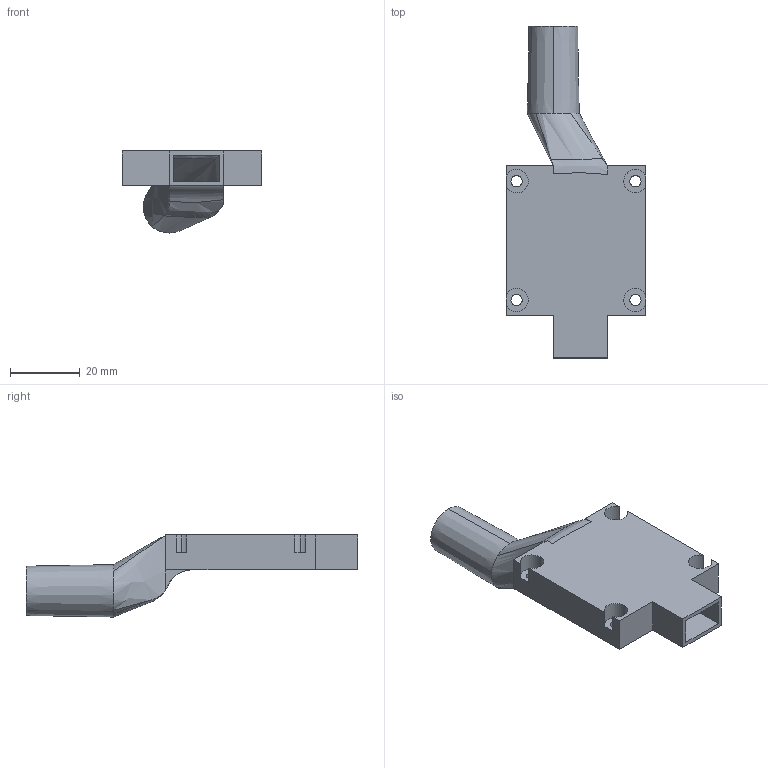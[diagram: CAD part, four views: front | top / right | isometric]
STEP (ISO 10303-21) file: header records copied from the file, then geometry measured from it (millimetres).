
FILE_DESCRIPTION (( 'STEP AP214' ), '1' );
FILE_NAME ('Hemera_Blower_Duct_v2.STEP', '2020-01-21T21:34:43', ( '' ), ( '' ), 'SwSTEP 2.0', 'SolidWorks 2016', '' );
FILE_SCHEMA (( 'AUTOMOTIVE_DESIGN' ));
Length unit declared in the file: millimetre
Products named in the file (1): Hemera_Blower_Duct_v2
Bounding box: 40 x 95 x 23.5 mm (x, y, z)
Volume: 15060.4 mm3; surface area: 12154.3 mm2
Topology: 1 solids, 1 shells, 59 faces, 164 edges, 108 vertices
Faces by surface type: plane 25, cylinder 18, bspline 12, cone 4
Entity records: 4788 total; most frequent: CARTESIAN_POINT 3294, ORIENTED_EDGE 328, DIRECTION 266, EDGE_CURVE 164, VERTEX_POINT 108, AXIS2_PLACEMENT_3D 94, LINE 78, VECTOR 78
